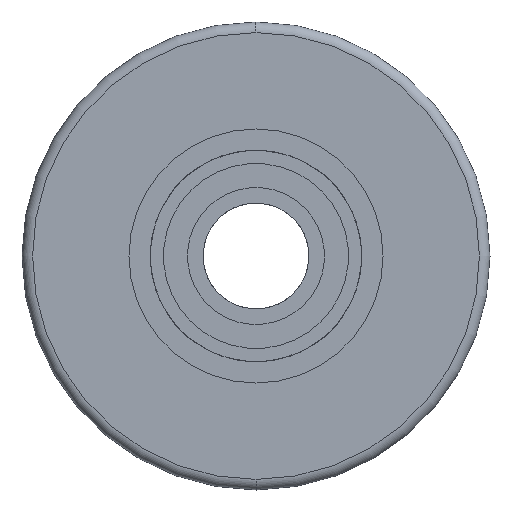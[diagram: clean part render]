
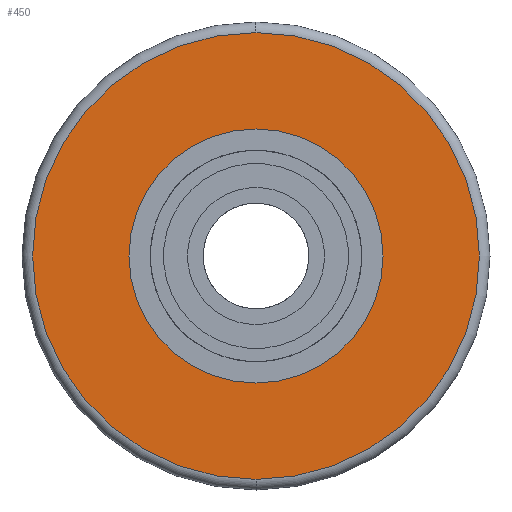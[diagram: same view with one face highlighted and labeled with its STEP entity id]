
A CAD part, left-side view. The second image highlights one B-rep face of the part: STEP entity #450.
In plain terms, the highlighted planar face has unit normal (-1, 0, 0).
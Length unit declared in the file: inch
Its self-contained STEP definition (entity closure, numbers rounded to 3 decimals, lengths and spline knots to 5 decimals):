
#2 = CIRCLE ( 'NONE', #1141, 0.3 ) ;
#20 = VERTEX_POINT ( 'NONE', #702 ) ;
#40 = CARTESIAN_POINT ( 'NONE',  ( -0.5725, 0., -0.52772 ) ) ;
#41 = EDGE_CURVE ( 'NONE', #20, #139, #232, .T. ) ;
#76 = VERTEX_POINT ( 'NONE', #1012 ) ;
#93 = AXIS2_PLACEMENT_3D ( 'NONE', #226, #1216, #367 ) ;
#139 = VERTEX_POINT ( 'NONE', #670 ) ;
#151 = CARTESIAN_POINT ( 'NONE',  ( -0.5725, 0., 0. ) ) ;
#226 = CARTESIAN_POINT ( 'NONE',  ( -0.5725, 0., 0. ) ) ;
#232 = CIRCLE ( 'NONE', #379, 0.3 ) ;
#268 = CARTESIAN_POINT ( 'NONE',  ( -0.5725, 0., 0. ) ) ;
#298 = DIRECTION ( 'NONE',  ( 0., 0., 1. ) ) ;
#367 = DIRECTION ( 'NONE',  ( 0., 0., -1. ) ) ;
#379 = AXIS2_PLACEMENT_3D ( 'NONE', #151, #1150, #298 ) ;
#412 = DIRECTION ( 'NONE',  ( 0., 0., -1. ) ) ;
#449 = FACE_OUTER_BOUND ( 'NONE', #1033, .T. ) ;
#450 = ADVANCED_FACE ( 'NONE', ( #449, #778 ), #1318, .F. ) ;
#457 = CARTESIAN_POINT ( 'NONE',  ( -0.5725, 0., 0. ) ) ;
#493 = ORIENTED_EDGE ( 'NONE', *, *, #41, .F. ) ;
#542 = EDGE_LOOP ( 'NONE', ( #562, #493 ) ) ;
#551 = CIRCLE ( 'NONE', #93, 0.52772 ) ;
#562 = ORIENTED_EDGE ( 'NONE', *, *, #743, .F. ) ;
#606 = EDGE_CURVE ( 'NONE', #1140, #76, #551, .T. ) ;
#608 = DIRECTION ( 'NONE',  ( 0., 0., -1. ) ) ;
#670 = CARTESIAN_POINT ( 'NONE',  ( -0.5725, 0., 0.3 ) ) ;
#702 = CARTESIAN_POINT ( 'NONE',  ( -0.5725, 0., -0.3 ) ) ;
#736 = AXIS2_PLACEMENT_3D ( 'NONE', #457, #1459, #608 ) ;
#743 = EDGE_CURVE ( 'NONE', #139, #20, #2, .T. ) ;
#778 = FACE_BOUND ( 'NONE', #542, .T. ) ;
#808 = CARTESIAN_POINT ( 'NONE',  ( -0.5725, 0., 0. ) ) ;
#864 = ORIENTED_EDGE ( 'NONE', *, *, #1782, .T. ) ;
#950 = DIRECTION ( 'NONE',  ( 0., 0., 1. ) ) ;
#1012 = CARTESIAN_POINT ( 'NONE',  ( -0.5725, 0., 0.52772 ) ) ;
#1033 = EDGE_LOOP ( 'NONE', ( #1434, #864 ) ) ;
#1067 = CIRCLE ( 'NONE', #1481, 0.52772 ) ;
#1140 = VERTEX_POINT ( 'NONE', #40 ) ;
#1141 = AXIS2_PLACEMENT_3D ( 'NONE', #808, #1822, #950 ) ;
#1150 = DIRECTION ( 'NONE',  ( -1., 0., 0. ) ) ;
#1216 = DIRECTION ( 'NONE',  ( -1., 0., 0. ) ) ;
#1262 = DIRECTION ( 'NONE',  ( -1., 0., 0. ) ) ;
#1318 = PLANE ( 'NONE',  #736 ) ;
#1434 = ORIENTED_EDGE ( 'NONE', *, *, #606, .T. ) ;
#1459 = DIRECTION ( 'NONE',  ( 1., 0., 0. ) ) ;
#1481 = AXIS2_PLACEMENT_3D ( 'NONE', #268, #1262, #412 ) ;
#1782 = EDGE_CURVE ( 'NONE', #76, #1140, #1067, .T. ) ;
#1822 = DIRECTION ( 'NONE',  ( -1., 0., 0. ) ) ;
